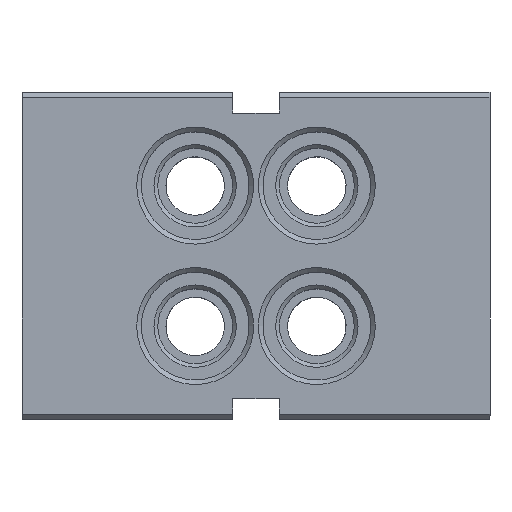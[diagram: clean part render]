
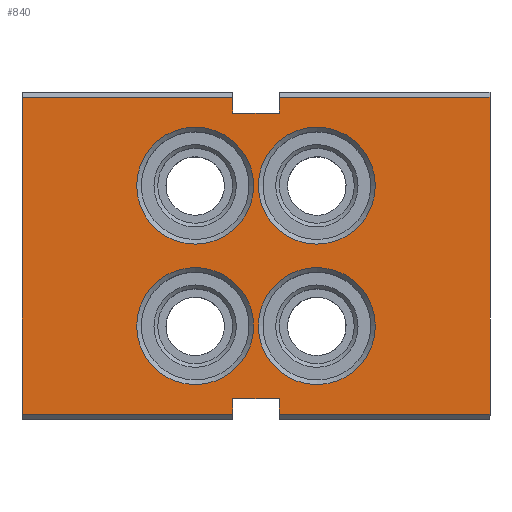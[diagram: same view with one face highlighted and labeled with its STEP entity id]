
A CAD part, top view. The second image highlights one B-rep face of the part: STEP entity #840.
In plain terms, the highlighted planar face has unit normal (0, 0, 1).
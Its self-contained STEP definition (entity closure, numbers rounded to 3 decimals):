
#840 = ADVANCED_FACE( '', ( #1967, #1968, #1969, #1970, #1971 ), #1972, .T. );
#1967 = FACE_OUTER_BOUND( '', #3415, .T. );
#1968 = FACE_BOUND( '', #3416, .T. );
#1969 = FACE_BOUND( '', #3417, .T. );
#1970 = FACE_BOUND( '', #3418, .T. );
#1971 = FACE_BOUND( '', #3419, .T. );
#1972 = PLANE( '', #3420 );
#3415 = EDGE_LOOP( '', ( #5696, #5697, #5698, #5699, #5700, #5701, #5702, #5703, #5704, #5705, #5706, #5707 ) );
#3416 = EDGE_LOOP( '', ( #5708 ) );
#3417 = EDGE_LOOP( '', ( #5709 ) );
#3418 = EDGE_LOOP( '', ( #5710 ) );
#3419 = EDGE_LOOP( '', ( #5711 ) );
#3420 = AXIS2_PLACEMENT_3D( '', #5712, #5713, #5714 );
#5696 = ORIENTED_EDGE( '', *, *, #9573, .F. );
#5697 = ORIENTED_EDGE( '', *, *, #9179, .F. );
#5698 = ORIENTED_EDGE( '', *, *, #9574, .T. );
#5699 = ORIENTED_EDGE( '', *, *, #9575, .T. );
#5700 = ORIENTED_EDGE( '', *, *, #9576, .F. );
#5701 = ORIENTED_EDGE( '', *, *, #9077, .F. );
#5702 = ORIENTED_EDGE( '', *, *, #9577, .F. );
#5703 = ORIENTED_EDGE( '', *, *, #9578, .T. );
#5704 = ORIENTED_EDGE( '', *, *, #9579, .T. );
#5705 = ORIENTED_EDGE( '', *, *, #9580, .F. );
#5706 = ORIENTED_EDGE( '', *, *, #8916, .F. );
#5707 = ORIENTED_EDGE( '', *, *, #9581, .F. );
#5708 = ORIENTED_EDGE( '', *, *, #9582, .T. );
#5709 = ORIENTED_EDGE( '', *, *, #9583, .T. );
#5710 = ORIENTED_EDGE( '', *, *, #9511, .T. );
#5711 = ORIENTED_EDGE( '', *, *, #9584, .T. );
#5712 = CARTESIAN_POINT( '', ( -50., -35., 43. ) );
#5713 = DIRECTION( '', ( 0., 0., 1. ) );
#5714 = DIRECTION( '', ( 1., 0., 0. ) );
#8916 = EDGE_CURVE( '', #10775, #10777, #10778, .T. );
#9077 = EDGE_CURVE( '', #11064, #11066, #11067, .T. );
#9179 = EDGE_CURVE( '', #11243, #11244, #11245, .T. );
#9511 = EDGE_CURVE( '', #11779, #11779, #11780, .F. );
#9573 = EDGE_CURVE( '', #11244, #11877, #11878, .T. );
#9574 = EDGE_CURVE( '', #11243, #11879, #11880, .T. );
#9575 = EDGE_CURVE( '', #11879, #11881, #11882, .T. );
#9576 = EDGE_CURVE( '', #11066, #11881, #11883, .T. );
#9577 = EDGE_CURVE( '', #11884, #11064, #11885, .T. );
#9578 = EDGE_CURVE( '', #11884, #11886, #11887, .T. );
#9579 = EDGE_CURVE( '', #11886, #11888, #11889, .T. );
#9580 = EDGE_CURVE( '', #10777, #11888, #11890, .T. );
#9581 = EDGE_CURVE( '', #11877, #10775, #11891, .T. );
#9582 = EDGE_CURVE( '', #11892, #11892, #11893, .F. );
#9583 = EDGE_CURVE( '', #11894, #11894, #11895, .F. );
#9584 = EDGE_CURVE( '', #11896, #11896, #11897, .F. );
#10775 = VERTEX_POINT( '', #13499 );
#10777 = VERTEX_POINT( '', #13502 );
#10778 = LINE( '', #13503, #13504 );
#11064 = VERTEX_POINT( '', #13914 );
#11066 = VERTEX_POINT( '', #13917 );
#11067 = LINE( '', #13918, #13919 );
#11243 = VERTEX_POINT( '', #14172 );
#11244 = VERTEX_POINT( '', #14173 );
#11245 = LINE( '', #14174, #14175 );
#11779 = VERTEX_POINT( '', #14922 );
#11780 = CIRCLE( '', #14923, 12.5 );
#11877 = VERTEX_POINT( '', #15062 );
#11878 = LINE( '', #15063, #15064 );
#11879 = VERTEX_POINT( '', #15065 );
#11880 = LINE( '', #15066, #15067 );
#11881 = VERTEX_POINT( '', #15068 );
#11882 = LINE( '', #15069, #15070 );
#11883 = LINE( '', #15071, #15072 );
#11884 = VERTEX_POINT( '', #15073 );
#11885 = LINE( '', #15074, #15075 );
#11886 = VERTEX_POINT( '', #15076 );
#11887 = LINE( '', #15077, #15078 );
#11888 = VERTEX_POINT( '', #15079 );
#11889 = LINE( '', #15080, #15081 );
#11890 = LINE( '', #15082, #15083 );
#11891 = LINE( '', #15084, #15085 );
#11892 = VERTEX_POINT( '', #15086 );
#11893 = CIRCLE( '', #15087, 12.5 );
#11894 = VERTEX_POINT( '', #15088 );
#11895 = CIRCLE( '', #15089, 12.5 );
#11896 = VERTEX_POINT( '', #15090 );
#11897 = CIRCLE( '', #15091, 12.5 );
#13499 = CARTESIAN_POINT( '', ( -5., -30.5, 43. ) );
#13502 = CARTESIAN_POINT( '', ( -5., -33.85, 43. ) );
#13503 = CARTESIAN_POINT( '', ( -5., -30.5, 43. ) );
#13504 = VECTOR( '', #17111, 1000. );
#13914 = CARTESIAN_POINT( '', ( -5., 30.5, 43. ) );
#13917 = CARTESIAN_POINT( '', ( 5., 30.5, 43. ) );
#13918 = CARTESIAN_POINT( '', ( -5., 30.5, 43. ) );
#13919 = VECTOR( '', #17264, 1000. );
#14172 = CARTESIAN_POINT( '', ( 50., -33.85, 43. ) );
#14173 = CARTESIAN_POINT( '', ( 5., -33.85, 43. ) );
#14174 = CARTESIAN_POINT( '', ( 50., -33.85, 43. ) );
#14175 = VECTOR( '', #17354, 1000. );
#14922 = CARTESIAN_POINT( '', ( 25.5, -15., 43. ) );
#14923 = AXIS2_PLACEMENT_3D( '', #17688, #17689, #17690 );
#15062 = CARTESIAN_POINT( '', ( 5., -30.5, 43. ) );
#15063 = CARTESIAN_POINT( '', ( 5., -35., 43. ) );
#15064 = VECTOR( '', #17745, 1000. );
#15065 = CARTESIAN_POINT( '', ( 50., 33.85, 43. ) );
#15066 = CARTESIAN_POINT( '', ( 50., -35., 43. ) );
#15067 = VECTOR( '', #17746, 1000. );
#15068 = CARTESIAN_POINT( '', ( 5., 33.85, 43. ) );
#15069 = CARTESIAN_POINT( '', ( 50., 33.85, 43. ) );
#15070 = VECTOR( '', #17747, 1000. );
#15071 = CARTESIAN_POINT( '', ( 5., 30.5, 43. ) );
#15072 = VECTOR( '', #17748, 1000. );
#15073 = CARTESIAN_POINT( '', ( -5., 33.85, 43. ) );
#15074 = CARTESIAN_POINT( '', ( -5., 35., 43. ) );
#15075 = VECTOR( '', #17749, 1000. );
#15076 = CARTESIAN_POINT( '', ( -50., 33.85, 43. ) );
#15077 = CARTESIAN_POINT( '', ( 50., 33.85, 43. ) );
#15078 = VECTOR( '', #17750, 1000. );
#15079 = CARTESIAN_POINT( '', ( -50., -33.85, 43. ) );
#15080 = CARTESIAN_POINT( '', ( -50., 35., 43. ) );
#15081 = VECTOR( '', #17751, 1000. );
#15082 = CARTESIAN_POINT( '', ( 50., -33.85, 43. ) );
#15083 = VECTOR( '', #17752, 1000. );
#15084 = CARTESIAN_POINT( '', ( 5., -30.5, 43. ) );
#15085 = VECTOR( '', #17753, 1000. );
#15086 = CARTESIAN_POINT( '', ( -0.5, 15., 43. ) );
#15087 = AXIS2_PLACEMENT_3D( '', #17754, #17755, #17756 );
#15088 = CARTESIAN_POINT( '', ( -0.5, -15., 43. ) );
#15089 = AXIS2_PLACEMENT_3D( '', #17757, #17758, #17759 );
#15090 = CARTESIAN_POINT( '', ( 25.5, 15., 43. ) );
#15091 = AXIS2_PLACEMENT_3D( '', #17760, #17761, #17762 );
#17111 = DIRECTION( '', ( 0., -1., 0. ) );
#17264 = DIRECTION( '', ( 1., 0., 0. ) );
#17354 = DIRECTION( '', ( -1., 0., 0. ) );
#17688 = CARTESIAN_POINT( '', ( 13., -15., 43. ) );
#17689 = DIRECTION( '', ( 0., 0., 1. ) );
#17690 = DIRECTION( '', ( 1., 0., 0. ) );
#17745 = DIRECTION( '', ( 0., 1., 0. ) );
#17746 = DIRECTION( '', ( 0., 1., 0. ) );
#17747 = DIRECTION( '', ( -1., 0., 0. ) );
#17748 = DIRECTION( '', ( 0., 1., 0. ) );
#17749 = DIRECTION( '', ( 0., -1., 0. ) );
#17750 = DIRECTION( '', ( -1., 0., 0. ) );
#17751 = DIRECTION( '', ( 0., -1., 0. ) );
#17752 = DIRECTION( '', ( -1., 0., 0. ) );
#17753 = DIRECTION( '', ( -1., 0., 0. ) );
#17754 = CARTESIAN_POINT( '', ( -13., 15., 43. ) );
#17755 = DIRECTION( '', ( 0., 0., 1. ) );
#17756 = DIRECTION( '', ( 1., 0., 0. ) );
#17757 = CARTESIAN_POINT( '', ( -13., -15., 43. ) );
#17758 = DIRECTION( '', ( 0., 0., 1. ) );
#17759 = DIRECTION( '', ( 1., 0., 0. ) );
#17760 = CARTESIAN_POINT( '', ( 13., 15., 43. ) );
#17761 = DIRECTION( '', ( 0., 0., 1. ) );
#17762 = DIRECTION( '', ( 1., 0., 0. ) );
